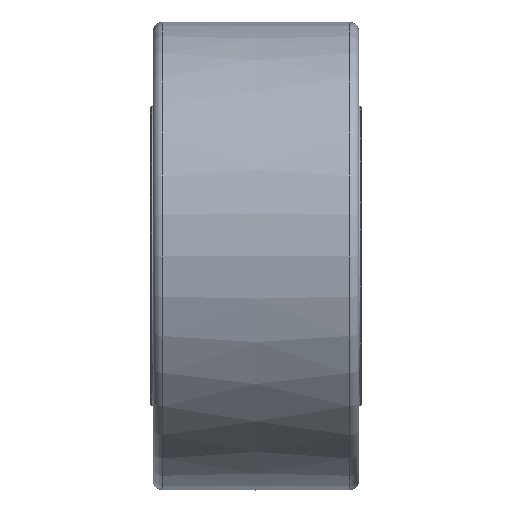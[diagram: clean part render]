
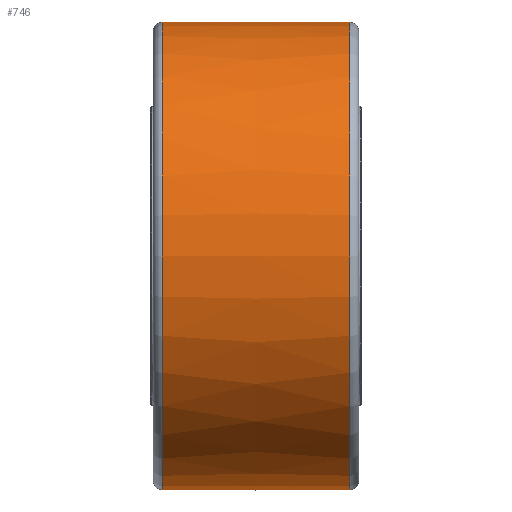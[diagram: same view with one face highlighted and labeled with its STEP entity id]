
A CAD part, front view. The second image highlights one B-rep face of the part: STEP entity #746.
In plain terms, the highlighted free-form (B-spline) face has degree [2, 2] with [3, 9] control points.
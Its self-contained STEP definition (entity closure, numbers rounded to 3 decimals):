
#19=(
BOUNDED_SURFACE()
B_SPLINE_SURFACE(2,2,((#1253,#1254,#1255,#1256,#1257,#1258,#1259,#1260,
#1261),(#1262,#1263,#1264,#1265,#1266,#1267,#1268,#1269,#1270),(#1271,#1272,
#1273,#1274,#1275,#1276,#1277,#1278,#1279)),.UNSPECIFIED.,.F.,.T.,.F.)
B_SPLINE_SURFACE_WITH_KNOTS((3,3),(3,2,2,2,3),(-0.004,0.004),
(-3.142,-1.571,0.,1.571,3.142),
 .UNSPECIFIED.)
GEOMETRIC_REPRESENTATION_ITEM()
RATIONAL_B_SPLINE_SURFACE(((1.,0.707,1.,0.707,1.,
0.707,1.,0.707,1.),(1.,0.707,
1.,0.707,1.,0.707,
1.,0.707,1.),(1.,0.707,
1.,0.707,1.,0.707,1.,0.707,1.)))
REPRESENTATION_ITEM('')
SURFACE()
);
#75=FACE_OUTER_BOUND('',#126,.T.);
#126=EDGE_LOOP('',(#533,#534,#535,#536,#537,#538));
#254=CIRCLE('',#842,99.92);
#256=CIRCLE('',#844,99.92);
#257=CIRCLE('',#845,99.92);
#258=CIRCLE('',#846,99.92);
#259=CIRCLE('',#847,10000.);
#321=VERTEX_POINT('',#1248);
#322=VERTEX_POINT('',#1249);
#323=VERTEX_POINT('',#1280);
#324=VERTEX_POINT('',#1281);
#398=EDGE_CURVE('',#321,#322,#254,.T.);
#400=EDGE_CURVE('',#322,#321,#256,.T.);
#401=EDGE_CURVE('',#323,#324,#257,.T.);
#402=EDGE_CURVE('',#324,#323,#258,.T.);
#403=EDGE_CURVE('',#324,#322,#259,.T.);
#533=ORIENTED_EDGE('',*,*,#401,.F.);
#534=ORIENTED_EDGE('',*,*,#402,.F.);
#535=ORIENTED_EDGE('',*,*,#403,.T.);
#536=ORIENTED_EDGE('',*,*,#398,.F.);
#537=ORIENTED_EDGE('',*,*,#400,.F.);
#538=ORIENTED_EDGE('',*,*,#403,.F.);
#746=ADVANCED_FACE('',(#75),#19,.F.);
#842=AXIS2_PLACEMENT_3D('',#1250,#1010,#1011);
#844=AXIS2_PLACEMENT_3D('',#1252,#1014,#1015);
#845=AXIS2_PLACEMENT_3D('',#1282,#1016,#1017);
#846=AXIS2_PLACEMENT_3D('',#1283,#1018,#1019);
#847=AXIS2_PLACEMENT_3D('',#1284,#1020,#1021);
#1010=DIRECTION('center_axis',(-1.,0.,0.));
#1011=DIRECTION('ref_axis',(0.,-1.,0.));
#1014=DIRECTION('center_axis',(-1.,0.,0.));
#1015=DIRECTION('ref_axis',(0.,-1.,0.));
#1016=DIRECTION('center_axis',(1.,0.,0.));
#1017=DIRECTION('ref_axis',(0.,-1.,0.));
#1018=DIRECTION('center_axis',(1.,0.,0.));
#1019=DIRECTION('ref_axis',(0.,-1.,0.));
#1020=DIRECTION('center_axis',(0.,-1.,0.));
#1021=DIRECTION('ref_axis',(0.,0.,1.));
#1248=CARTESIAN_POINT('',(-40.016,99.92,0.));
#1249=CARTESIAN_POINT('',(-40.016,0.,99.92));
#1250=CARTESIAN_POINT('Origin',(-40.016,0.,0.));
#1252=CARTESIAN_POINT('Origin',(-40.016,0.,0.));
#1253=CARTESIAN_POINT('Ctrl Pts',(-40.016,0.,99.92));
#1254=CARTESIAN_POINT('Ctrl Pts',(-40.016,-99.92,99.92));
#1255=CARTESIAN_POINT('Ctrl Pts',(-40.016,-99.92,0.));
#1256=CARTESIAN_POINT('Ctrl Pts',(-40.016,-99.92,-99.92));
#1257=CARTESIAN_POINT('Ctrl Pts',(-40.016,0.,-99.92));
#1258=CARTESIAN_POINT('Ctrl Pts',(-40.016,99.92,-99.92));
#1259=CARTESIAN_POINT('Ctrl Pts',(-40.016,99.92,0.));
#1260=CARTESIAN_POINT('Ctrl Pts',(-40.016,99.92,99.92));
#1261=CARTESIAN_POINT('Ctrl Pts',(-40.016,0.,99.92));
#1262=CARTESIAN_POINT('Ctrl Pts',(0.,0.,100.08));
#1263=CARTESIAN_POINT('Ctrl Pts',(0.,-100.08,
100.08));
#1264=CARTESIAN_POINT('Ctrl Pts',(0.,-100.08,
0.));
#1265=CARTESIAN_POINT('Ctrl Pts',(0.,-100.08,
-100.08));
#1266=CARTESIAN_POINT('Ctrl Pts',(0.,0.,-100.08));
#1267=CARTESIAN_POINT('Ctrl Pts',(0.,100.08,
-100.08));
#1268=CARTESIAN_POINT('Ctrl Pts',(0.,100.08,
0.));
#1269=CARTESIAN_POINT('Ctrl Pts',(0.,100.08,
100.08));
#1270=CARTESIAN_POINT('Ctrl Pts',(0.,0.,100.08));
#1271=CARTESIAN_POINT('Ctrl Pts',(40.016,0.,99.92));
#1272=CARTESIAN_POINT('Ctrl Pts',(40.016,-99.92,99.92));
#1273=CARTESIAN_POINT('Ctrl Pts',(40.016,-99.92,0.));
#1274=CARTESIAN_POINT('Ctrl Pts',(40.016,-99.92,-99.92));
#1275=CARTESIAN_POINT('Ctrl Pts',(40.016,0.,-99.92));
#1276=CARTESIAN_POINT('Ctrl Pts',(40.016,99.92,-99.92));
#1277=CARTESIAN_POINT('Ctrl Pts',(40.016,99.92,0.));
#1278=CARTESIAN_POINT('Ctrl Pts',(40.016,99.92,99.92));
#1279=CARTESIAN_POINT('Ctrl Pts',(40.016,0.,99.92));
#1280=CARTESIAN_POINT('',(40.016,99.92,0.));
#1281=CARTESIAN_POINT('',(40.016,0.,99.92));
#1282=CARTESIAN_POINT('Origin',(40.016,0.,0.));
#1283=CARTESIAN_POINT('Origin',(40.016,0.,0.));
#1284=CARTESIAN_POINT('Origin',(0.,0.,
-9900.));
